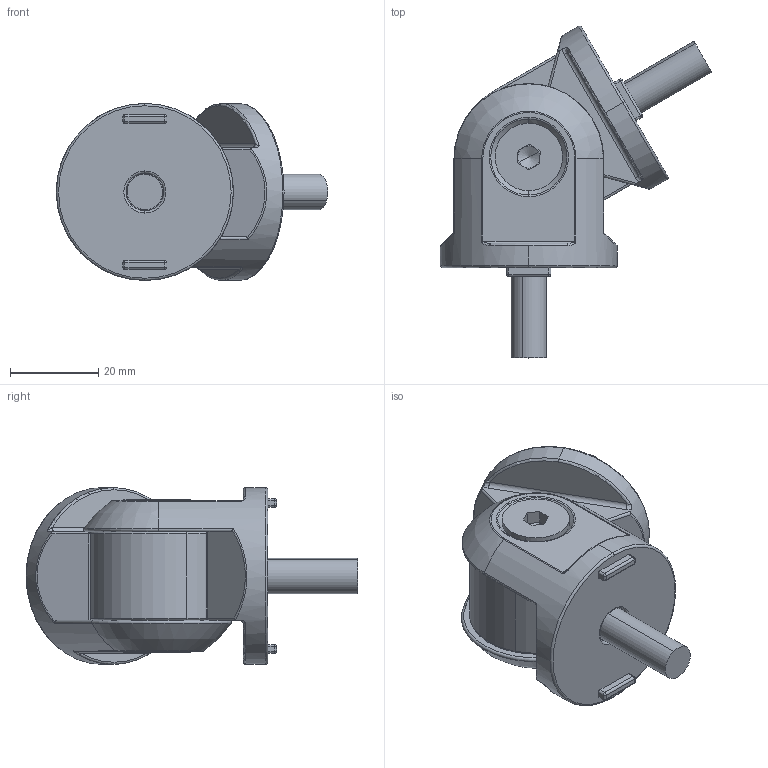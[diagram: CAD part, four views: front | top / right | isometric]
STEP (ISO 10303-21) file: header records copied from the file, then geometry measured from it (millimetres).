
FILE_DESCRIPTION (( 'STEP AP203' ), '1' );
FILE_NAME ('43-2FF-0.STEP', '2022-02-23T13:34:22', ( '' ), ( '' ), 'SwSTEP 2.0', 'SolidWorks 2021', '' );
FILE_SCHEMA (( 'CONFIG_CONTROL_DESIGN' ));
Length unit declared in the file: millimetre
Products named in the file (1): 43-2FF-0
Bounding box: 61.32 x 75.04 x 40 mm (x, y, z)
Volume: 44993.5 mm3; surface area: 22054.7 mm2
Topology: 9 solids, 9 shells, 512 faces, 1158 edges, 656 vertices
Faces by surface type: cylinder 180, torus 144, plane 126, sphere 30, cone 16, bspline 16
Entity records: 16711 total; most frequent: CARTESIAN_POINT 5059, DIRECTION 2720, ORIENTED_EDGE 2260, AXIS2_PLACEMENT_3D 1153, EDGE_CURVE 1130, VERTEX_POINT 656, CIRCLE 656, EDGE_LOOP 546
